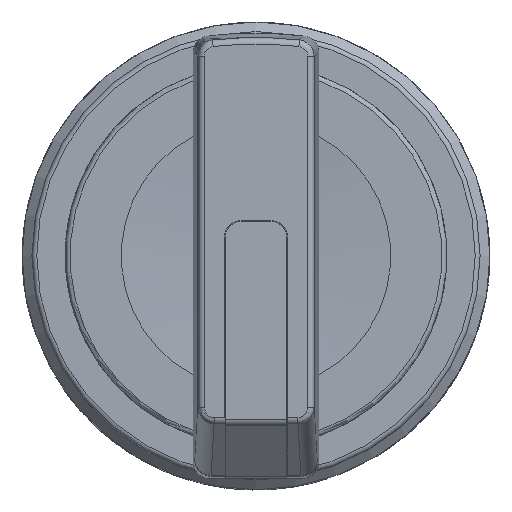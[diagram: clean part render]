
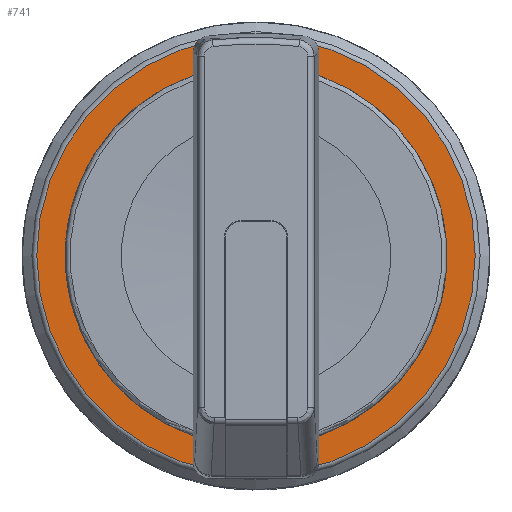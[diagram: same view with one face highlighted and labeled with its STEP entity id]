
A CAD part, top view. The second image highlights one B-rep face of the part: STEP entity #741.
In plain terms, the highlighted planar face has unit normal (0, 0, 1).
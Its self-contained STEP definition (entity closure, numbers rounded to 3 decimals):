
#741 = ADVANCED_FACE( '', ( #1859, #1860 ), #1861, .F. );
#1859 = FACE_BOUND( '', #3586, .T. );
#1860 = FACE_OUTER_BOUND( '', #3587, .T. );
#1861 = PLANE( '', #3588 );
#3586 = EDGE_LOOP( '', ( #6295 ) );
#3587 = EDGE_LOOP( '', ( #6296 ) );
#3588 = AXIS2_PLACEMENT_3D( '', #6297, #6298, #6299 );
#6295 = ORIENTED_EDGE( '', *, *, #10362, .T. );
#6296 = ORIENTED_EDGE( '', *, *, #10363, .T. );
#6297 = CARTESIAN_POINT( '', ( 0., 0., 11.4 ) );
#6298 = DIRECTION( '', ( 0., 0., -1. ) );
#6299 = DIRECTION( '', ( 0., -1., 0. ) );
#10362 = EDGE_CURVE( '', #12575, #12575, #12576, .T. );
#10363 = EDGE_CURVE( '', #12577, #12577, #12578, .T. );
#12575 = VERTEX_POINT( '', #16059 );
#12576 = CIRCLE( '', #16060, 11.75 );
#12577 = VERTEX_POINT( '', #16061 );
#12578 = CIRCLE( '', #16062, 13.5 );
#16059 = CARTESIAN_POINT( '', ( -11.75, 0., 11.4 ) );
#16060 = AXIS2_PLACEMENT_3D( '', #19443, #19444, #19445 );
#16061 = CARTESIAN_POINT( '', ( -13.5, 0., 11.4 ) );
#16062 = AXIS2_PLACEMENT_3D( '', #19446, #19447, #19448 );
#19443 = CARTESIAN_POINT( '', ( 0., 0., 11.4 ) );
#19444 = DIRECTION( '', ( 0., 0., -1. ) );
#19445 = DIRECTION( '', ( -1., 0., 0. ) );
#19446 = CARTESIAN_POINT( '', ( 0., 0., 11.4 ) );
#19447 = DIRECTION( '', ( 0., 0., 1. ) );
#19448 = DIRECTION( '', ( -1., 0., 0. ) );
